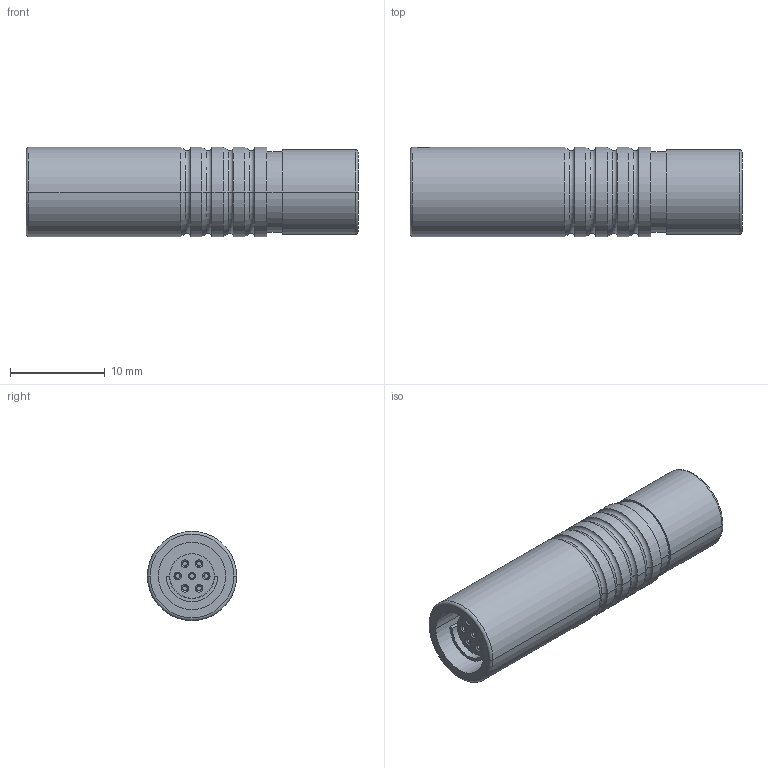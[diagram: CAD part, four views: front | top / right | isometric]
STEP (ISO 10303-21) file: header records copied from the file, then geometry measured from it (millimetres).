
FILE_DESCRIPTION((''),'2;1');
FILE_NAME('K10F1C-P07L','2021-01-25T08:05:02',('RTrager'),(''),'CREO PARAMETRIC BY PTC INC, 2018300','CREO PARAMETRIC BY PTC INC, 2018300','');
FILE_SCHEMA(('AP242_MANAGED_MODEL_BASED_3D_ENGINEERING_MIM_LF { 1 0 10303 442 1 1 4 }'));
Length unit declared in the file: millimetre
Products named in the file (1): K10F1C-P07L
Bounding box: 35 x 9.4 x 9.4 mm (x, y, z)
Volume: 1760.1 mm3; surface area: 2084.1 mm2
Topology: 1 solids, 1 shells, 157 faces, 352 edges, 218 vertices
Faces by surface type: cylinder 83, plane 34, cone 22, torus 18
Entity records: 7194 total; most frequent: CARTESIAN_POINT 1144, DIRECTION 820, ORIENTED_EDGE 704, PRESENTATION_STYLE_ASSIGNMENT 462, STYLED_ITEM 355, CURVE_STYLE 352, EDGE_CURVE 352, AXIS2_PLACEMENT_3D 345
